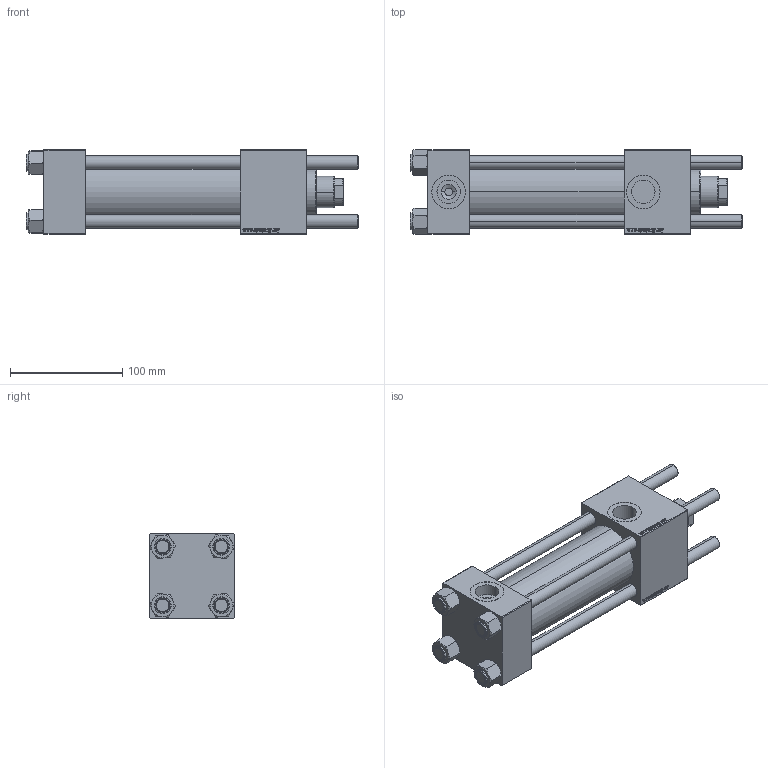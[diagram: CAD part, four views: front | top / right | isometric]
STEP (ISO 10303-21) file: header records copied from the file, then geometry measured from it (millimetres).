
FILE_DESCRIPTION (( 'STEP AP203' ), '1' );
FILE_NAME ('1716.STEP', '2020-11-11T17:38:15', ( '' ), ( '' ), 'SwSTEP 2.0', 'SolidWorks 2019', '' );
FILE_SCHEMA (( 'CONFIG_CONTROL_DESIGN' ));
Length unit declared in the file: millimetre
Products named in the file (6): V215CR_B d28a29a08eaf63fcf09ee9fde5ab0573; NUT_M5_B d28a29a08eaf63fcf09ee9fde5ab0573; V215CR_B_TYCINKA d28a29a08eaf63fcf09ee9fde5ab0573; V215_VC_A d28a29a08eaf63fcf09ee9fde5ab0573; V215CR_VCP_B d28a29a08eaf63fcf09ee9fde5ab0573; 1716
Assembly tree (11 placements, depth 2):
  1716
    V215CR_B d28a29a08eaf63fcf09ee9fde5ab0573
    V215CR_VCP_B d28a29a08eaf63fcf09ee9fde5ab0573
    NUT_M5_B d28a29a08eaf63fcf09ee9fde5ab0573  x4
    V215CR_B_TYCINKA d28a29a08eaf63fcf09ee9fde5ab0573  x4
    V215_VC_A d28a29a08eaf63fcf09ee9fde5ab0573
Bounding box: 296 x 75.45 x 75 mm (x, y, z)
Volume: 832515.9 mm3; surface area: 213728.9 mm2
Topology: 11 solids, 11 shells, 1166 faces, 2950 edges, 1911 vertices
Faces by surface type: bspline 504, plane 432, cone 140, cylinder 82, torus 8
Entity records: 56930 total; most frequent: CARTESIAN_POINT 34008, ORIENTED_EDGE 5384, DIRECTION 2962, EDGE_CURVE 2692, VERTEX_POINT 1767, LINE 1448, VECTOR 1448, EDGE_LOOP 1171
